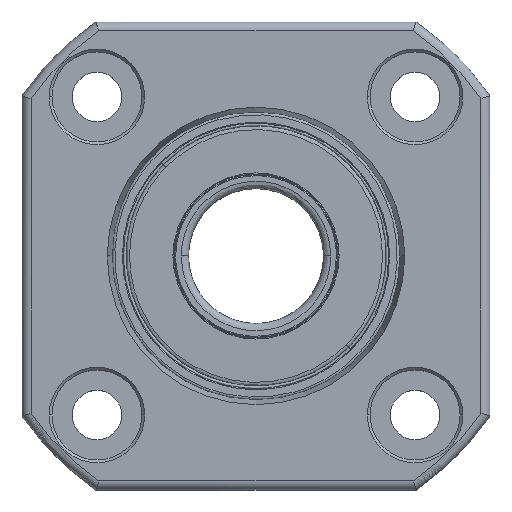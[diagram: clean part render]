
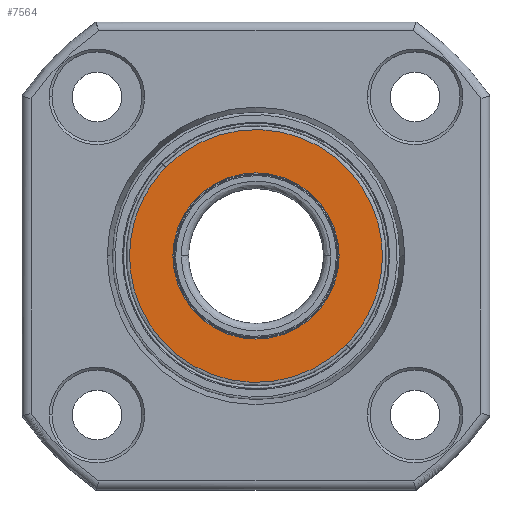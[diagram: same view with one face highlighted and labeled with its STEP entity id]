
A CAD part, top view. The second image highlights one B-rep face of the part: STEP entity #7564.
In plain terms, the highlighted face is planar.
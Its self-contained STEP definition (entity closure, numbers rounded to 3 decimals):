
#78 = AXIS2_PLACEMENT_3D ( 'NONE', #5456, #468, #6286 ) ;
#86 = PLANE ( 'NONE',  #1552 ) ;
#217 = CARTESIAN_POINT ( 'NONE',  ( 19.807, 49.927, -4.4 ) ) ;
#468 = DIRECTION ( 'NONE',  ( 0., 0., -1. ) ) ;
#692 = VERTEX_POINT ( 'NONE', #10524 ) ;
#950 = DIRECTION ( 'NONE',  ( 0., -1., 0. ) ) ;
#1498 = ORIENTED_EDGE ( 'NONE', *, *, #2336, .F. ) ;
#1552 = AXIS2_PLACEMENT_3D ( 'NONE', #3371, #5922, #950 ) ;
#1845 = EDGE_LOOP ( 'NONE', ( #1498, #6009 ) ) ;
#2135 = CARTESIAN_POINT ( 'NONE',  ( -0.248, 30.238, -4.4 ) ) ;
#2249 = CARTESIAN_POINT ( 'NONE',  ( 19.807, 49.927, -4.4 ) ) ;
#2285 = CARTESIAN_POINT ( 'NONE',  ( 0.117, 69.982, -4.4 ) ) ;
#2329 = CIRCLE ( 'NONE', #6004, 9.235 ) ;
#2336 = EDGE_CURVE ( 'NONE', #692, #2572, #8874, .T. ) ;
#2572 = VERTEX_POINT ( 'NONE', #217 ) ;
#2848 = FACE_OUTER_BOUND ( 'NONE', #1845, .T. ) ;
#3371 = CARTESIAN_POINT ( 'NONE',  ( 3.31, 46.672, -4.4 ) ) ;
#3538 =( BOUNDED_CURVE ( )  B_SPLINE_CURVE ( 3, ( #2249, #2285, #4859, #10670 ),
 .UNSPECIFIED., .F., .F. ) 
 B_SPLINE_CURVE_WITH_KNOTS ( ( 4, 4 ),
 ( 0., 1. ),
 .UNSPECIFIED. ) 
 CURVE ( )  GEOMETRIC_REPRESENTATION_ITEM ( )  RATIONAL_B_SPLINE_CURVE ( ( 1., 0.333, 0.333, 1. ) ) 
 REPRESENTATION_ITEM ( '' )  );
#3614 = DIRECTION ( 'NONE',  ( 0., 0., -1. ) ) ;
#4642 = CARTESIAN_POINT ( 'NONE',  ( 19.807, 49.927, -4.4 ) ) ;
#4779 = ORIENTED_EDGE ( 'NONE', *, *, #7643, .F. ) ;
#4859 = CARTESIAN_POINT ( 'NONE',  ( -19.937, 50.292, -4.4 ) ) ;
#5456 = CARTESIAN_POINT ( 'NONE',  ( 9.78, 40.083, -4.4 ) ) ;
#5922 = DIRECTION ( 'NONE',  ( 0., 0., 1. ) ) ;
#6004 = AXIS2_PLACEMENT_3D ( 'NONE', #8573, #3614, #9413 ) ;
#6009 = ORIENTED_EDGE ( 'NONE', *, *, #10430, .F. ) ;
#6272 = CARTESIAN_POINT ( 'NONE',  ( 9.78, 30.848, -4.4 ) ) ;
#6286 = DIRECTION ( 'NONE',  ( 0., -1., 0. ) ) ;
#6972 = CIRCLE ( 'NONE', #78, 9.235 ) ;
#7112 = CARTESIAN_POINT ( 'NONE',  ( 19.442, 10.183, -4.4 ) ) ;
#7564 = ADVANCED_FACE ( 'NONE', ( #9468, #2848 ), #86, .F. ) ;
#7643 = EDGE_CURVE ( 'NONE', #10508, #8162, #2329, .T. ) ;
#8072 = EDGE_LOOP ( 'NONE', ( #9923, #4779 ) ) ;
#8162 = VERTEX_POINT ( 'NONE', #6272 ) ;
#8573 = CARTESIAN_POINT ( 'NONE',  ( 9.78, 40.083, -4.4 ) ) ;
#8874 =( BOUNDED_CURVE ( )  B_SPLINE_CURVE ( 3, ( #2135, #7112, #9615, #4642 ),
 .UNSPECIFIED., .F., .T. ) 
 B_SPLINE_CURVE_WITH_KNOTS ( ( 4, 4 ),
 ( 0., 1. ),
 .UNSPECIFIED. ) 
 CURVE ( )  GEOMETRIC_REPRESENTATION_ITEM ( )  RATIONAL_B_SPLINE_CURVE ( ( 1., 0.333, 0.333, 1. ) ) 
 REPRESENTATION_ITEM ( '' )  );
#9006 = EDGE_CURVE ( 'NONE', #8162, #10508, #6972, .T. ) ;
#9413 = DIRECTION ( 'NONE',  ( 0., -1., 0. ) ) ;
#9468 = FACE_BOUND ( 'NONE', #8072, .T. ) ;
#9615 = CARTESIAN_POINT ( 'NONE',  ( 39.497, 29.873, -4.4 ) ) ;
#9923 = ORIENTED_EDGE ( 'NONE', *, *, #9006, .F. ) ;
#10430 = EDGE_CURVE ( 'NONE', #2572, #692, #3538, .T. ) ;
#10508 = VERTEX_POINT ( 'NONE', #10743 ) ;
#10524 = CARTESIAN_POINT ( 'NONE',  ( -0.248, 30.238, -4.4 ) ) ;
#10670 = CARTESIAN_POINT ( 'NONE',  ( -0.248, 30.238, -4.4 ) ) ;
#10743 = CARTESIAN_POINT ( 'NONE',  ( 9.78, 49.318, -4.4 ) ) ;
